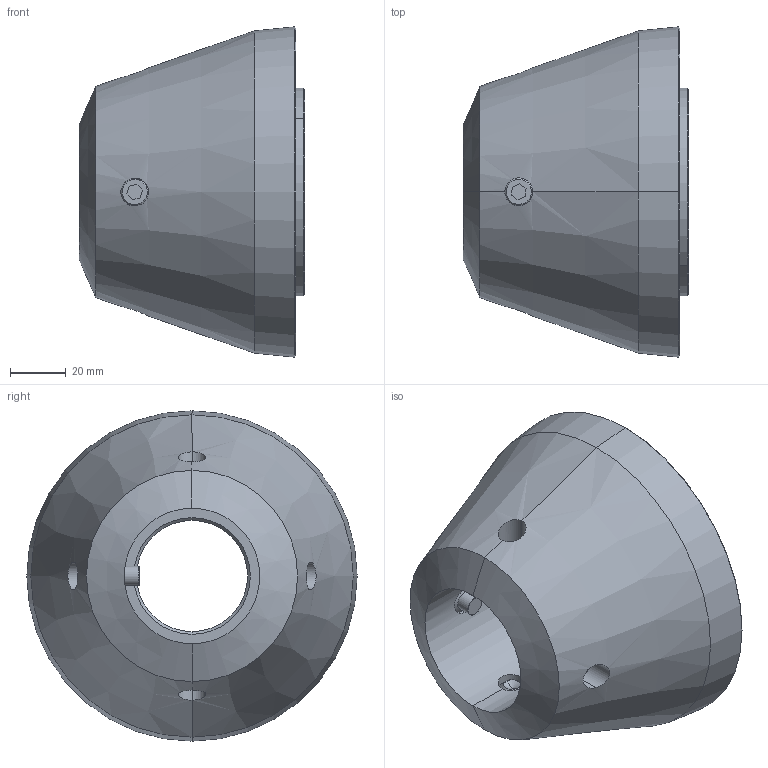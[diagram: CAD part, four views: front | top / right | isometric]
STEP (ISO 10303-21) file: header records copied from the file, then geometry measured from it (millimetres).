
FILE_DESCRIPTION (( 'STEP AP203' ), '1' );
FILE_NAME ('57036600_r.STEP', '2017-11-06T14:18:09', ( 'Admin' ), ( 'Hewlett-Packard Company' ), 'SwSTEP 2.0', 'SolidWorks 2017', '' );
FILE_SCHEMA (( 'CONFIG_CONTROL_DESIGN' ));
Length unit declared in the file: millimetre
Products named in the file (1): 57036600_r
Bounding box: 81.2 x 118.91 x 118.91 mm (x, y, z)
Volume: 423012.4 mm3; surface area: 65819 mm2
Topology: 5 solids, 12 shells, 196 faces, 463 edges, 268 vertices
Faces by surface type: cylinder 78, cone 69, plane 49
Entity records: 6009 total; most frequent: CARTESIAN_POINT 1523, DIRECTION 970, ORIENTED_EDGE 862, EDGE_CURVE 431, AXIS2_PLACEMENT_3D 371, VERTEX_POINT 268, LINE 228, VECTOR 228
